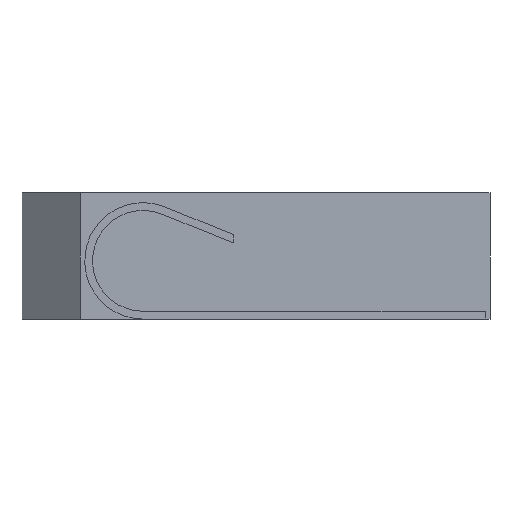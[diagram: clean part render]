
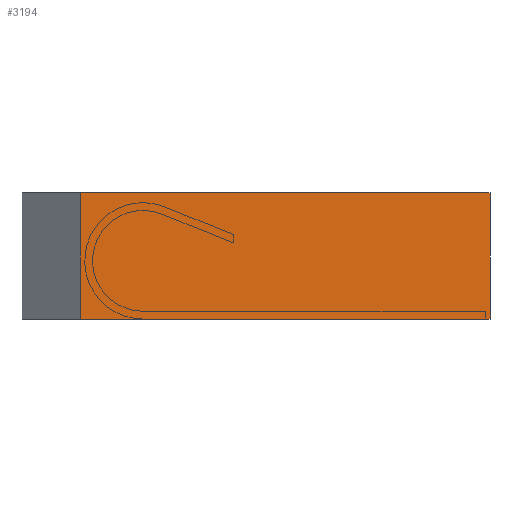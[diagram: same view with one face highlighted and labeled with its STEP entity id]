
A CAD part, left-side view. The second image highlights one B-rep face of the part: STEP entity #3194.
In plain terms, the highlighted face is planar.
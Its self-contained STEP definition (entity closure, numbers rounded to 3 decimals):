
#288=ORIENTED_EDGE('',*,*,#1234,.F.);
#289=ORIENTED_EDGE('',*,*,#1244,.F.);
#290=ORIENTED_EDGE('',*,*,#1241,.F.);
#291=ORIENTED_EDGE('',*,*,#1238,.F.);
#1234=EDGE_CURVE('',#1717,#1718,#2003,.T.);
#1238=EDGE_CURVE('',#1718,#1721,#2007,.T.);
#1241=EDGE_CURVE('',#1721,#1723,#2010,.T.);
#1244=EDGE_CURVE('',#1723,#1717,#2013,.T.);
#1717=VERTEX_POINT('',#4619);
#1718=VERTEX_POINT('',#4620);
#1721=VERTEX_POINT('',#4628);
#1723=VERTEX_POINT('',#4634);
#2003=LINE('',#4618,#2332);
#2007=LINE('',#4627,#2336);
#2010=LINE('',#4633,#2339);
#2013=LINE('',#4639,#2342);
#2332=VECTOR('',#3711,1000.);
#2336=VECTOR('',#3717,1000.);
#2339=VECTOR('',#3722,1000.);
#2342=VECTOR('',#3727,1000.);
#2666=EDGE_LOOP('',(#288,#289,#290,#291));
#2871=FACE_BOUND('',#2666,.T.);
#3076=PLANE('',#3423);
#3194=ADVANCED_FACE('',(#2871),#3076,.F.);
#3423=AXIS2_PLACEMENT_3D('',#4642,#3731,#3732);
#3711=DIRECTION('',(0.,0.,-1.));
#3717=DIRECTION('',(1.,0.,0.));
#3722=DIRECTION('',(0.,0.,1.));
#3727=DIRECTION('',(-1.,0.,0.));
#3731=DIRECTION('',(0.,-1.,0.));
#3732=DIRECTION('',(0.,0.,-1.));
#4618=CARTESIAN_POINT('',(-2.115,12.1,0.65));
#4619=CARTESIAN_POINT('',(-2.115,12.1,0.65));
#4620=CARTESIAN_POINT('',(-2.115,12.1,-0.65));
#4627=CARTESIAN_POINT('',(-2.115,12.1,-0.65));
#4628=CARTESIAN_POINT('',(2.115,12.1,-0.65));
#4633=CARTESIAN_POINT('',(2.115,12.1,-0.65));
#4634=CARTESIAN_POINT('',(2.115,12.1,0.65));
#4639=CARTESIAN_POINT('',(2.115,12.1,0.65));
#4642=CARTESIAN_POINT('',(0.,12.1,0.));
